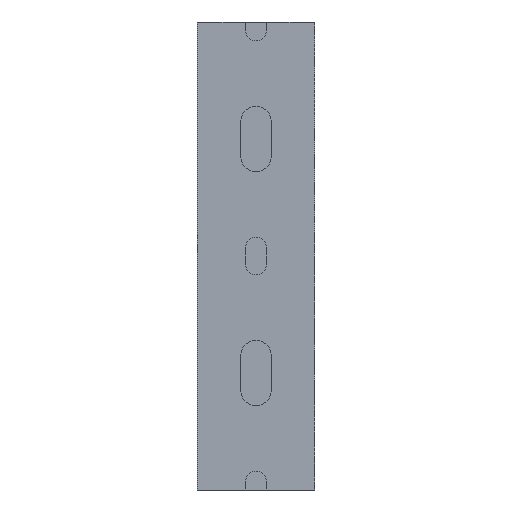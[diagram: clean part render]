
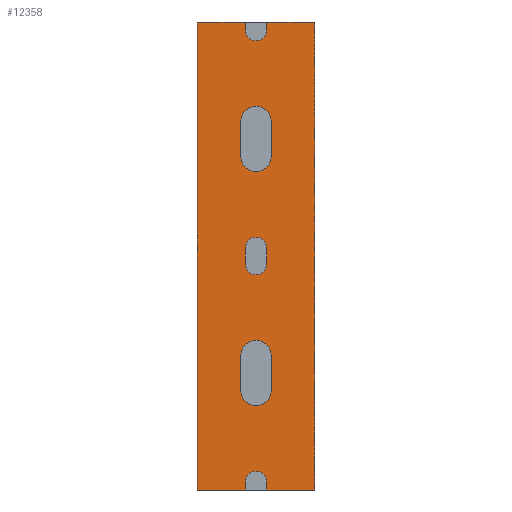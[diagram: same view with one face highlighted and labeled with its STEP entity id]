
A CAD part, front view. The second image highlights one B-rep face of the part: STEP entity #12358.
In plain terms, the highlighted planar face has unit normal (0, -1, 0).
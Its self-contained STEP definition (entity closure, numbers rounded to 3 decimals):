
#30=FACE_BOUND('',#2176,.T.);
#31=FACE_BOUND('',#2177,.T.);
#32=FACE_BOUND('',#2178,.T.);
#636=CIRCLE('',#13519,3.25);
#638=CIRCLE('',#13523,3.25);
#640=CIRCLE('',#13528,2.25);
#643=CIRCLE('',#13534,3.25);
#645=CIRCLE('',#13538,3.25);
#647=CIRCLE('',#13542,2.25);
#649=CIRCLE('',#13547,2.25);
#651=CIRCLE('',#13551,2.25);
#1550=FACE_OUTER_BOUND('',#2175,.T.);
#2175=EDGE_LOOP('',(#11235,#11236,#11237,#11238,#11239,#11240,#11241,#11242,
#11243,#11244,#11245,#11246));
#2176=EDGE_LOOP('',(#11247,#11248,#11249,#11250));
#2177=EDGE_LOOP('',(#11251,#11252,#11253,#11254));
#2178=EDGE_LOOP('',(#11255,#11256,#11257,#11258));
#2895=LINE('',#20043,#4105);
#3034=LINE('',#20359,#4244);
#3296=LINE('',#21083,#4506);
#3302=LINE('',#21097,#4512);
#3306=LINE('',#21109,#4516);
#3310=LINE('',#21119,#4520);
#3312=LINE('',#21125,#4522);
#3315=LINE('',#21133,#4525);
#3320=LINE('',#21146,#4530);
#3324=LINE('',#21158,#4534);
#3329=LINE('',#21171,#4539);
#3331=LINE('',#21179,#4541);
#3335=LINE('',#21188,#4545);
#3340=LINE('',#21201,#4550);
#3343=LINE('',#21211,#4553);
#3358=LINE('',#21244,#4568);
#4105=VECTOR('',#15718,10.);
#4244=VECTOR('',#16107,10.);
#4506=VECTOR('',#16865,10.);
#4512=VECTOR('',#16879,10.);
#4516=VECTOR('',#16891,10.);
#4520=VECTOR('',#16903,10.);
#4522=VECTOR('',#16907,10.);
#4525=VECTOR('',#16918,10.);
#4530=VECTOR('',#16927,10.);
#4534=VECTOR('',#16939,10.);
#4539=VECTOR('',#16952,10.);
#4541=VECTOR('',#16962,10.);
#4545=VECTOR('',#16968,10.);
#4550=VECTOR('',#16981,10.);
#4553=VECTOR('',#16994,10.);
#4568=VECTOR('',#17045,10.);
#5585=VERTEX_POINT('',#20040);
#5586=VERTEX_POINT('',#20042);
#5623=VERTEX_POINT('',#20356);
#5624=VERTEX_POINT('',#20358);
#5767=VERTEX_POINT('',#21080);
#5768=VERTEX_POINT('',#21082);
#5771=VERTEX_POINT('',#21094);
#5772=VERTEX_POINT('',#21096);
#5774=VERTEX_POINT('',#21102);
#5776=VERTEX_POINT('',#21108);
#5778=VERTEX_POINT('',#21117);
#5779=VERTEX_POINT('',#21121);
#5781=VERTEX_POINT('',#21124);
#5787=VERTEX_POINT('',#21143);
#5788=VERTEX_POINT('',#21145);
#5790=VERTEX_POINT('',#21151);
#5792=VERTEX_POINT('',#21157);
#5794=VERTEX_POINT('',#21165);
#5796=VERTEX_POINT('',#21169);
#5798=VERTEX_POINT('',#21175);
#5801=VERTEX_POINT('',#21185);
#5802=VERTEX_POINT('',#21187);
#5804=VERTEX_POINT('',#21193);
#5806=VERTEX_POINT('',#21199);
#7061=EDGE_CURVE('',#5585,#5586,#2895,.T.);
#7217=EDGE_CURVE('',#5624,#5623,#3034,.T.);
#7554=EDGE_CURVE('',#5767,#5768,#3296,.T.);
#7560=EDGE_CURVE('',#5772,#5771,#3302,.T.);
#7563=EDGE_CURVE('',#5774,#5772,#636,.T.);
#7566=EDGE_CURVE('',#5776,#5774,#3306,.T.);
#7569=EDGE_CURVE('',#5771,#5776,#638,.T.);
#7572=EDGE_CURVE('',#5767,#5778,#3310,.T.);
#7574=EDGE_CURVE('',#5781,#5779,#3312,.T.);
#7578=EDGE_CURVE('',#5778,#5781,#640,.T.);
#7579=EDGE_CURVE('',#5586,#5779,#3315,.T.);
#7585=EDGE_CURVE('',#5788,#5787,#3320,.T.);
#7588=EDGE_CURVE('',#5790,#5788,#643,.T.);
#7591=EDGE_CURVE('',#5792,#5790,#3324,.T.);
#7594=EDGE_CURVE('',#5787,#5792,#645,.T.);
#7598=EDGE_CURVE('',#5794,#5796,#3329,.T.);
#7601=EDGE_CURVE('',#5796,#5798,#647,.T.);
#7602=EDGE_CURVE('',#5798,#5624,#3331,.T.);
#7606=EDGE_CURVE('',#5802,#5801,#3335,.T.);
#7610=EDGE_CURVE('',#5801,#5804,#649,.T.);
#7613=EDGE_CURVE('',#5804,#5806,#3340,.T.);
#7615=EDGE_CURVE('',#5806,#5802,#651,.T.);
#7619=EDGE_CURVE('',#5585,#5794,#3343,.T.);
#7634=EDGE_CURVE('',#5623,#5768,#3358,.T.);
#11235=ORIENTED_EDGE('',*,*,#7574,.T.);
#11236=ORIENTED_EDGE('',*,*,#7579,.F.);
#11237=ORIENTED_EDGE('',*,*,#7061,.F.);
#11238=ORIENTED_EDGE('',*,*,#7619,.T.);
#11239=ORIENTED_EDGE('',*,*,#7598,.T.);
#11240=ORIENTED_EDGE('',*,*,#7601,.T.);
#11241=ORIENTED_EDGE('',*,*,#7602,.T.);
#11242=ORIENTED_EDGE('',*,*,#7217,.T.);
#11243=ORIENTED_EDGE('',*,*,#7634,.T.);
#11244=ORIENTED_EDGE('',*,*,#7554,.F.);
#11245=ORIENTED_EDGE('',*,*,#7572,.T.);
#11246=ORIENTED_EDGE('',*,*,#7578,.T.);
#11247=ORIENTED_EDGE('',*,*,#7560,.T.);
#11248=ORIENTED_EDGE('',*,*,#7569,.T.);
#11249=ORIENTED_EDGE('',*,*,#7566,.T.);
#11250=ORIENTED_EDGE('',*,*,#7563,.T.);
#11251=ORIENTED_EDGE('',*,*,#7585,.T.);
#11252=ORIENTED_EDGE('',*,*,#7594,.T.);
#11253=ORIENTED_EDGE('',*,*,#7591,.T.);
#11254=ORIENTED_EDGE('',*,*,#7588,.T.);
#11255=ORIENTED_EDGE('',*,*,#7606,.T.);
#11256=ORIENTED_EDGE('',*,*,#7610,.T.);
#11257=ORIENTED_EDGE('',*,*,#7613,.T.);
#11258=ORIENTED_EDGE('',*,*,#7615,.T.);
#11748=PLANE('',#13572);
#12358=ADVANCED_FACE('',(#1550,#30,#31,#32),#11748,.T.);
#13519=AXIS2_PLACEMENT_3D('',#21103,#16885,#16886);
#13523=AXIS2_PLACEMENT_3D('',#21113,#16897,#16898);
#13528=AXIS2_PLACEMENT_3D('',#21131,#16914,#16915);
#13534=AXIS2_PLACEMENT_3D('',#21152,#16933,#16934);
#13538=AXIS2_PLACEMENT_3D('',#21162,#16945,#16946);
#13542=AXIS2_PLACEMENT_3D('',#21177,#16958,#16959);
#13547=AXIS2_PLACEMENT_3D('',#21195,#16975,#16976);
#13551=AXIS2_PLACEMENT_3D('',#21204,#16986,#16987);
#13572=AXIS2_PLACEMENT_3D('',#21245,#17046,#17047);
#15718=DIRECTION('',(0.,0.,-1.));
#16107=DIRECTION('',(-1.,0.,0.));
#16865=DIRECTION('',(-1.,0.,0.));
#16879=DIRECTION('',(0.,0.,-1.));
#16885=DIRECTION('center_axis',(0.,1.,0.));
#16886=DIRECTION('ref_axis',(1.,0.,0.));
#16891=DIRECTION('',(0.,0.,1.));
#16897=DIRECTION('center_axis',(0.,1.,0.));
#16898=DIRECTION('ref_axis',(-1.,0.,0.));
#16903=DIRECTION('',(0.,0.,1.));
#16907=DIRECTION('',(0.,0.,-1.));
#16914=DIRECTION('center_axis',(0.,1.,0.));
#16915=DIRECTION('ref_axis',(1.,0.,0.));
#16918=DIRECTION('',(-1.,0.,0.));
#16927=DIRECTION('',(0.,0.,-1.));
#16933=DIRECTION('center_axis',(0.,1.,0.));
#16934=DIRECTION('ref_axis',(1.,0.,0.));
#16939=DIRECTION('',(0.,0.,1.));
#16945=DIRECTION('center_axis',(0.,1.,0.));
#16946=DIRECTION('ref_axis',(-1.,0.,0.));
#16952=DIRECTION('',(0.,0.,-1.));
#16958=DIRECTION('center_axis',(0.,1.,0.));
#16959=DIRECTION('ref_axis',(-1.,0.,0.));
#16962=DIRECTION('',(0.,0.,1.));
#16968=DIRECTION('',(0.,0.,-1.));
#16975=DIRECTION('center_axis',(0.,1.,0.));
#16976=DIRECTION('ref_axis',(-1.,0.,0.));
#16981=DIRECTION('',(0.,0.,1.));
#16986=DIRECTION('center_axis',(0.,1.,0.));
#16987=DIRECTION('ref_axis',(1.,0.,0.));
#16994=DIRECTION('',(-1.,0.,0.));
#17045=DIRECTION('',(0.,0.,-1.));
#17046=DIRECTION('center_axis',(0.,-1.,0.));
#17047=DIRECTION('ref_axis',(0.,0.,-1.));
#20040=CARTESIAN_POINT('',(12.5,0.,0.));
#20042=CARTESIAN_POINT('',(12.5,0.,-100.));
#20043=CARTESIAN_POINT('',(12.5,0.,0.));
#20356=CARTESIAN_POINT('',(-12.5,0.,0.));
#20358=CARTESIAN_POINT('',(-2.25,0.,0.));
#20359=CARTESIAN_POINT('',(0.,0.,0.));
#21080=CARTESIAN_POINT('',(-2.25,0.,-100.));
#21082=CARTESIAN_POINT('',(-12.5,0.,-100.));
#21083=CARTESIAN_POINT('',(0.,0.,-100.));
#21094=CARTESIAN_POINT('',(3.25,0.,-78.75));
#21096=CARTESIAN_POINT('',(3.25,0.,-71.25));
#21097=CARTESIAN_POINT('',(3.25,0.,-39.375));
#21102=CARTESIAN_POINT('',(-3.25,0.,-71.25));
#21103=CARTESIAN_POINT('Origin',(0.,0.,
-71.25));
#21108=CARTESIAN_POINT('',(-3.25,0.,-78.75));
#21109=CARTESIAN_POINT('',(-3.25,0.,-35.625));
#21113=CARTESIAN_POINT('Origin',(0.,0.,
-78.75));
#21117=CARTESIAN_POINT('',(-2.25,0.,-98.25));
#21119=CARTESIAN_POINT('',(-2.25,0.,-49.125));
#21121=CARTESIAN_POINT('',(2.25,0.,-100.));
#21124=CARTESIAN_POINT('',(2.25,0.,-98.25));
#21125=CARTESIAN_POINT('',(2.25,0.,-50.875));
#21131=CARTESIAN_POINT('Origin',(0.,0.,
-98.25));
#21133=CARTESIAN_POINT('',(0.,0.,-100.));
#21143=CARTESIAN_POINT('',(3.25,0.,-28.75));
#21145=CARTESIAN_POINT('',(3.25,0.,-21.25));
#21146=CARTESIAN_POINT('',(3.25,0.,-14.375));
#21151=CARTESIAN_POINT('',(-3.25,0.,-21.25));
#21152=CARTESIAN_POINT('Origin',(0.,0.,
-21.25));
#21157=CARTESIAN_POINT('',(-3.25,0.,-28.75));
#21158=CARTESIAN_POINT('',(-3.25,0.,-10.625));
#21162=CARTESIAN_POINT('Origin',(0.,0.,
-28.75));
#21165=CARTESIAN_POINT('',(2.25,0.,0.));
#21169=CARTESIAN_POINT('',(2.25,0.,-1.75));
#21171=CARTESIAN_POINT('',(2.25,0.,-0.875));
#21175=CARTESIAN_POINT('',(-2.25,0.,-1.75));
#21177=CARTESIAN_POINT('Origin',(0.,0.,
-1.75));
#21179=CARTESIAN_POINT('',(-2.25,0.,0.875));
#21185=CARTESIAN_POINT('',(2.25,0.,-51.75));
#21187=CARTESIAN_POINT('',(2.25,0.,-48.25));
#21188=CARTESIAN_POINT('',(2.25,0.,-25.875));
#21193=CARTESIAN_POINT('',(-2.25,0.,-51.75));
#21195=CARTESIAN_POINT('Origin',(0.,0.,
-51.75));
#21199=CARTESIAN_POINT('',(-2.25,0.,-48.25));
#21201=CARTESIAN_POINT('',(-2.25,0.,-24.125));
#21204=CARTESIAN_POINT('Origin',(0.,0.,
-48.25));
#21211=CARTESIAN_POINT('',(0.,0.,0.));
#21244=CARTESIAN_POINT('',(-12.5,0.,0.));
#21245=CARTESIAN_POINT('Origin',(-12.5,0.,0.));
